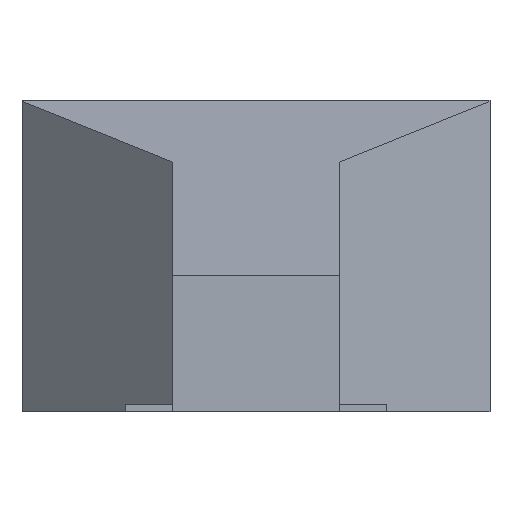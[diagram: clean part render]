
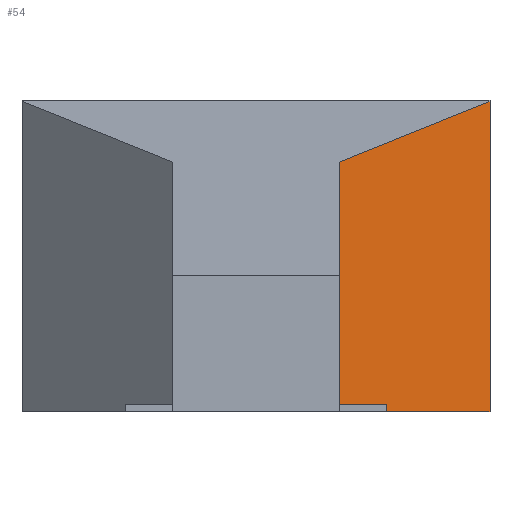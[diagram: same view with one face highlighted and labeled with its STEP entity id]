
A CAD part, left-side view. The second image highlights one B-rep face of the part: STEP entity #54.
In plain terms, the highlighted planar face has unit normal (-0.707, -0.707, 0).
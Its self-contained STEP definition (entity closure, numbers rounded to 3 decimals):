
#54=ADVANCED_FACE('',(#83),#84,.T.);
#83=FACE_OUTER_BOUND('',#124,.T.);
#84=PLANE('',#125);
#124=EDGE_LOOP('',(#218,#219,#220,#221,#222,#223));
#125=AXIS2_PLACEMENT_3D('',#224,#225,#226);
#218=ORIENTED_EDGE('',*,*,#339,.T.);
#219=ORIENTED_EDGE('',*,*,#359,.F.);
#220=ORIENTED_EDGE('',*,*,#346,.T.);
#221=ORIENTED_EDGE('',*,*,#334,.T.);
#222=ORIENTED_EDGE('',*,*,#360,.F.);
#223=ORIENTED_EDGE('',*,*,#354,.T.);
#224=CARTESIAN_POINT('',(36.0,-10.75,0.0));
#225=DIRECTION('',(-0.707,-0.707,0.0));
#226=DIRECTION('',(0.707,-0.707,0.0));
#334=EDGE_CURVE('',#401,#402,#403,.T.);
#339=EDGE_CURVE('',#412,#409,#413,.T.);
#346=EDGE_CURVE('',#425,#401,#426,.T.);
#354=EDGE_CURVE('',#439,#412,#440,.T.);
#359=EDGE_CURVE('',#425,#409,#446,.T.);
#360=EDGE_CURVE('',#439,#402,#447,.T.);
#401=VERTEX_POINT('',#506);
#402=VERTEX_POINT('',#507);
#403=LINE('',#508,#509);
#409=VERTEX_POINT('',#518);
#412=VERTEX_POINT('',#522);
#413=LINE('',#523,#524);
#425=VERTEX_POINT('',#542);
#426=LINE('',#543,#544);
#439=VERTEX_POINT('',#564);
#440=LINE('',#565,#566);
#446=LINE('',#576,#577);
#447=LINE('',#578,#579);
#506=CARTESIAN_POINT('',(42.0,-16.75,1.));
#507=CARTESIAN_POINT('',(42.0,-16.75,0.0));
#508=CARTESIAN_POINT('',(42.0,-16.75,0.5));
#509=VECTOR('',#636,10.0);
#518=CARTESIAN_POINT('',(36.0,-10.75,32.045));
#522=CARTESIAN_POINT('',(55.25,-30.0,39.822));
#523=CARTESIAN_POINT('',(42.471,-17.221,34.659));
#524=VECTOR('',#641,10.0);
#542=CARTESIAN_POINT('',(36.0,-10.75,1.));
#543=CARTESIAN_POINT('',(29.313,-4.062,1.));
#544=VECTOR('',#648,10.0);
#564=CARTESIAN_POINT('',(55.25,-30.0,0.0));
#565=CARTESIAN_POINT('',(55.25,-30.0,0.0));
#566=VECTOR('',#656,10.0);
#576=CARTESIAN_POINT('',(36.0,-10.75,0.0));
#577=VECTOR('',#661,10.0);
#578=CARTESIAN_POINT('',(55.25,-30.0,0.0));
#579=VECTOR('',#662,10.0);
#636=DIRECTION('',(0.0,0.0,-1.0));
#641=DIRECTION('',(-0.68,0.68,-0.275));
#648=DIRECTION('',(0.707,-0.707,0.));
#656=DIRECTION('',(0.0,0.0,1.0));
#661=DIRECTION('',(0.0,0.0,1.0));
#662=DIRECTION('',(-0.707,0.707,0.0));
